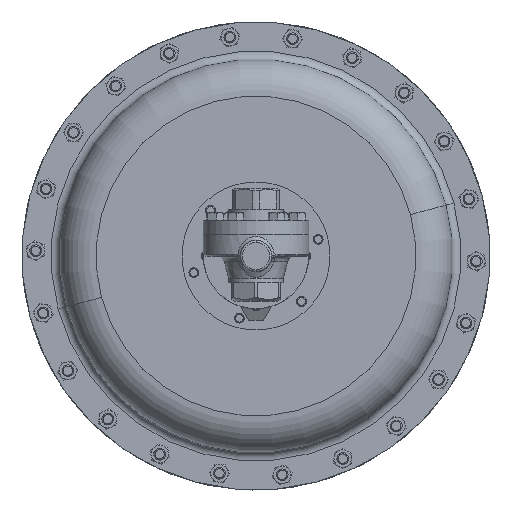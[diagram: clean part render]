
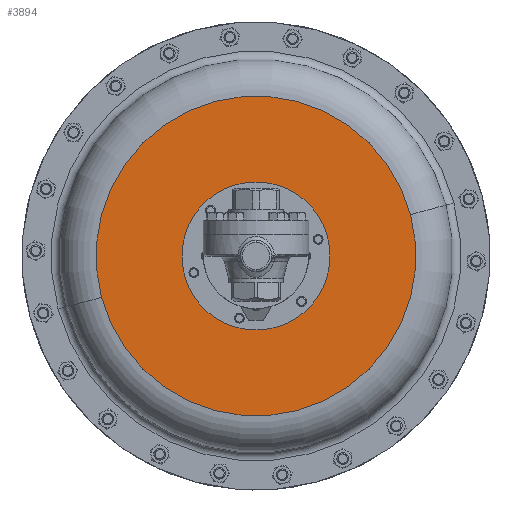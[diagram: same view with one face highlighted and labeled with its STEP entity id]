
A CAD part, front view. The second image highlights one B-rep face of the part: STEP entity #3894.
In plain terms, the highlighted planar face has unit normal (0, -1, 0).
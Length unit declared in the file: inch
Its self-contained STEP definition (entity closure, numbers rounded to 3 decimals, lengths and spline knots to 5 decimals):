
#158 = EDGE_CURVE ( 'NONE', #13246, #14441, #33841, .T. ) ;
#1069 = CIRCLE ( 'NONE', #29677, 2.375 ) ;
#3426 = EDGE_CURVE ( 'NONE', #14441, #13246, #27121, .T. ) ;
#3894 = ADVANCED_FACE ( 'NONE', ( #31421, #24075 ), #10677, .T. ) ;
#6760 = ORIENTED_EDGE ( 'NONE', *, *, #16265, .T. ) ;
#7989 = CIRCLE ( 'NONE', #8090, 2.375 ) ;
#8090 = AXIS2_PLACEMENT_3D ( 'NONE', #30915, #14438, #33784 ) ;
#8127 = CARTESIAN_POINT ( 'NONE',  ( 0., 6.4725, 0. ) ) ;
#9091 = CARTESIAN_POINT ( 'NONE',  ( -1.67938, 6.4725, -1.67938 ) ) ;
#9463 = CARTESIAN_POINT ( 'NONE',  ( -1.32645, 6.4725, 4.95037 ) ) ;
#10238 = ORIENTED_EDGE ( 'NONE', *, *, #3426, .F. ) ;
#10677 = PLANE ( 'NONE',  #11406 ) ;
#10795 = DIRECTION ( 'NONE',  ( 0., -1., 0. ) ) ;
#10880 = DIRECTION ( 'NONE',  ( 0.707, 0., 0.707 ) ) ;
#10923 = DIRECTION ( 'NONE',  ( 0.966, 0., 0.259 ) ) ;
#11406 = AXIS2_PLACEMENT_3D ( 'NONE', #9463, #10795, #10923 ) ;
#11841 = EDGE_LOOP ( 'NONE', ( #25302, #6760 ) ) ;
#12850 = EDGE_CURVE ( 'NONE', #35249, #32707, #1069, .T. ) ;
#13025 = CARTESIAN_POINT ( 'NONE',  ( 4.95037, 6.4725, 1.32645 ) ) ;
#13246 = VERTEX_POINT ( 'NONE', #13025 ) ;
#13982 = EDGE_LOOP ( 'NONE', ( #10238, #27430 ) ) ;
#14438 = DIRECTION ( 'NONE',  ( 0., 1., 0. ) ) ;
#14441 = VERTEX_POINT ( 'NONE', #30733 ) ;
#16265 = EDGE_CURVE ( 'NONE', #32707, #35249, #7989, .T. ) ;
#17640 = DIRECTION ( 'NONE',  ( -0.966, 0., -0.259 ) ) ;
#17882 = CARTESIAN_POINT ( 'NONE',  ( 0., 6.4725, 0. ) ) ;
#18017 = DIRECTION ( 'NONE',  ( 0., 1., 0. ) ) ;
#19571 = AXIS2_PLACEMENT_3D ( 'NONE', #33640, #33249, #32756 ) ;
#22275 = CARTESIAN_POINT ( 'NONE',  ( 1.67938, 6.4725, 1.67938 ) ) ;
#24075 = FACE_BOUND ( 'NONE', #11841, .T. ) ;
#25302 = ORIENTED_EDGE ( 'NONE', *, *, #12850, .T. ) ;
#27121 = CIRCLE ( 'NONE', #35745, 5.125 ) ;
#27354 = DIRECTION ( 'NONE',  ( 0., 1., 0. ) ) ;
#27430 = ORIENTED_EDGE ( 'NONE', *, *, #158, .F. ) ;
#29677 = AXIS2_PLACEMENT_3D ( 'NONE', #8127, #27354, #10880 ) ;
#30733 = CARTESIAN_POINT ( 'NONE',  ( -4.95037, 6.4725, -1.32645 ) ) ;
#30915 = CARTESIAN_POINT ( 'NONE',  ( 0., 6.4725, 0. ) ) ;
#31421 = FACE_OUTER_BOUND ( 'NONE', #13982, .T. ) ;
#32707 = VERTEX_POINT ( 'NONE', #22275 ) ;
#32756 = DIRECTION ( 'NONE',  ( -0.966, 0., -0.259 ) ) ;
#33249 = DIRECTION ( 'NONE',  ( 0., 1., 0. ) ) ;
#33640 = CARTESIAN_POINT ( 'NONE',  ( 0., 6.4725, 0. ) ) ;
#33784 = DIRECTION ( 'NONE',  ( 0.707, 0., 0.707 ) ) ;
#33841 = CIRCLE ( 'NONE', #19571, 5.125 ) ;
#35249 = VERTEX_POINT ( 'NONE', #9091 ) ;
#35745 = AXIS2_PLACEMENT_3D ( 'NONE', #17882, #18017, #17640 ) ;
